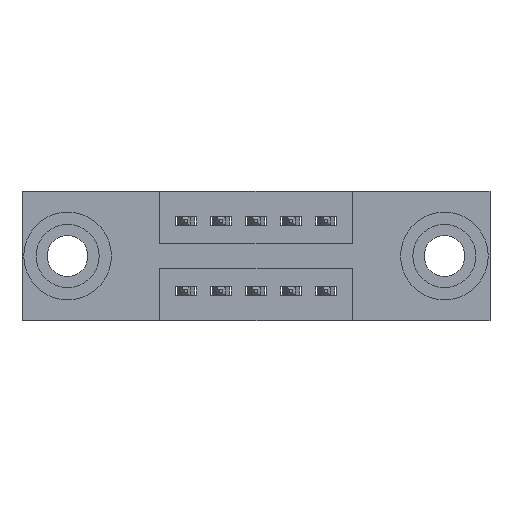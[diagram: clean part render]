
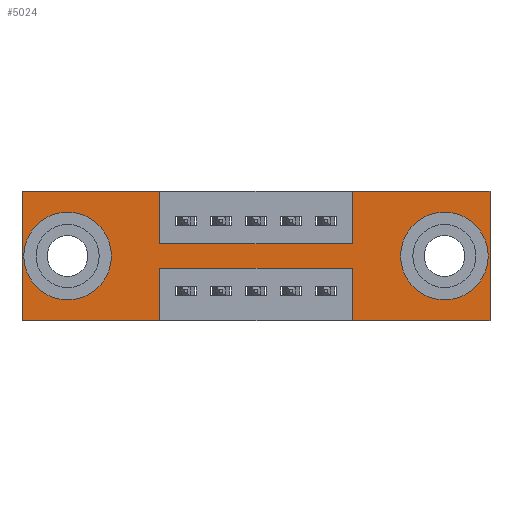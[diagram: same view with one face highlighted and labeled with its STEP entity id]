
A CAD part, front view. The second image highlights one B-rep face of the part: STEP entity #5024.
In plain terms, the highlighted planar face has unit normal (0, -1, 0).
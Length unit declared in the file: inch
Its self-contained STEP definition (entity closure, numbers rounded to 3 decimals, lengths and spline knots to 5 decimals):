
#2 = CARTESIAN_POINT ( 'NONE',  ( 0.3925, 0., -0.37 ) ) ;
#5 = DIRECTION ( 'NONE',  ( 0., 0., -1. ) ) ;
#82 = AXIS2_PLACEMENT_3D ( 'NONE', #4895, #219, #5614 ) ;
#125 = CARTESIAN_POINT ( 'NONE',  ( 0.13, 0., -0.185 ) ) ;
#129 = VECTOR ( 'NONE', #4569, 39.37008 ) ;
#137 = DIRECTION ( 'NONE',  ( 0., -1., 0. ) ) ;
#149 = ORIENTED_EDGE ( 'NONE', *, *, #6575, .T. ) ;
#219 = DIRECTION ( 'NONE',  ( 0., 1., 0. ) ) ;
#225 = VECTOR ( 'NONE', #7495, 39.37008 ) ;
#293 = EDGE_CURVE ( 'NONE', #4122, #565, #9167, .T. ) ;
#403 = ORIENTED_EDGE ( 'NONE', *, *, #8829, .T. ) ;
#477 = CARTESIAN_POINT ( 'NONE',  ( 0.9425, 0., -0.15 ) ) ;
#506 = CIRCLE ( 'NONE', #5339, 0.078 ) ;
#565 = VERTEX_POINT ( 'NONE', #4782 ) ;
#575 = EDGE_CURVE ( 'NONE', #2767, #4122, #1760, .T. ) ;
#606 = CARTESIAN_POINT ( 'NONE',  ( 0.3925, 0., -0.22 ) ) ;
#651 = ORIENTED_EDGE ( 'NONE', *, *, #8307, .F. ) ;
#802 = DIRECTION ( 'NONE',  ( 0., 1., 0. ) ) ;
#937 = DIRECTION ( 'NONE',  ( 0., 0., 1. ) ) ;
#1275 = CARTESIAN_POINT ( 'NONE',  ( 1.205, 0., -0.107 ) ) ;
#1283 = EDGE_CURVE ( 'NONE', #1682, #7421, #9042, .T. ) ;
#1519 = CARTESIAN_POINT ( 'NONE',  ( 0., 0., 0. ) ) ;
#1604 = LINE ( 'NONE', #2803, #7568 ) ;
#1618 = DIRECTION ( 'NONE',  ( 1., 0., 0. ) ) ;
#1682 = VERTEX_POINT ( 'NONE', #5722 ) ;
#1760 = LINE ( 'NONE', #5342, #9484 ) ;
#1819 = DIRECTION ( 'NONE',  ( -1., 0., 0. ) ) ;
#2151 = VERTEX_POINT ( 'NONE', #606 ) ;
#2176 = ORIENTED_EDGE ( 'NONE', *, *, #575, .F. ) ;
#2297 = ORIENTED_EDGE ( 'NONE', *, *, #5733, .T. ) ;
#2329 = VERTEX_POINT ( 'NONE', #1275 ) ;
#2348 = LINE ( 'NONE', #8576, #3669 ) ;
#2378 = LINE ( 'NONE', #9488, #225 ) ;
#2385 = VERTEX_POINT ( 'NONE', #9149 ) ;
#2524 = ORIENTED_EDGE ( 'NONE', *, *, #6367, .F. ) ;
#2539 = DIRECTION ( 'NONE',  ( 0., 0., -1. ) ) ;
#2652 = ORIENTED_EDGE ( 'NONE', *, *, #7703, .F. ) ;
#2767 = VERTEX_POINT ( 'NONE', #6157 ) ;
#2774 = ORIENTED_EDGE ( 'NONE', *, *, #8476, .F. ) ;
#2803 = CARTESIAN_POINT ( 'NONE',  ( 0., 0., -0.37 ) ) ;
#2816 = CIRCLE ( 'NONE', #9459, 0.078 ) ;
#2854 = VECTOR ( 'NONE', #9344, 39.37008 ) ;
#2865 = CARTESIAN_POINT ( 'NONE',  ( 0.3925, 0., -0.37 ) ) ;
#2912 = CARTESIAN_POINT ( 'NONE',  ( 0.3925, 0., 0. ) ) ;
#3261 = VERTEX_POINT ( 'NONE', #5430 ) ;
#3273 = ORIENTED_EDGE ( 'NONE', *, *, #7959, .F. ) ;
#3322 = LINE ( 'NONE', #7110, #7268 ) ;
#3669 = VECTOR ( 'NONE', #5788, 39.37008 ) ;
#3708 = VECTOR ( 'NONE', #6950, 39.37008 ) ;
#3825 = CARTESIAN_POINT ( 'NONE',  ( 0., 0., 0. ) ) ;
#3934 = AXIS2_PLACEMENT_3D ( 'NONE', #8925, #4692, #5 ) ;
#3986 = VECTOR ( 'NONE', #6469, 39.37008 ) ;
#4122 = VERTEX_POINT ( 'NONE', #477 ) ;
#4182 = VERTEX_POINT ( 'NONE', #2912 ) ;
#4232 = VERTEX_POINT ( 'NONE', #9322 ) ;
#4244 = CARTESIAN_POINT ( 'NONE',  ( 1.335, 0., 0. ) ) ;
#4251 = EDGE_LOOP ( 'NONE', ( #2524, #651, #2774, #7012, #3273, #7228, #5468, #2176, #8049, #4441, #2652, #8464 ) ) ;
#4279 = VECTOR ( 'NONE', #8197, 39.37008 ) ;
#4322 = FACE_BOUND ( 'NONE', #5609, .T. ) ;
#4398 = EDGE_CURVE ( 'NONE', #4182, #2767, #9196, .T. ) ;
#4441 = ORIENTED_EDGE ( 'NONE', *, *, #5456, .F. ) ;
#4539 = FACE_OUTER_BOUND ( 'NONE', #4251, .T. ) ;
#4569 = DIRECTION ( 'NONE',  ( 1., 0., 0. ) ) ;
#4692 = DIRECTION ( 'NONE',  ( 0., 1., 0. ) ) ;
#4782 = CARTESIAN_POINT ( 'NONE',  ( 0.9425, 0., 0. ) ) ;
#4810 = PLANE ( 'NONE',  #9441 ) ;
#4895 = CARTESIAN_POINT ( 'NONE',  ( 1.205, 0., -0.185 ) ) ;
#4955 = EDGE_LOOP ( 'NONE', ( #2297, #403 ) ) ;
#4960 = CIRCLE ( 'NONE', #3934, 0.078 ) ;
#5003 = VERTEX_POINT ( 'NONE', #8263 ) ;
#5024 = ADVANCED_FACE ( 'NONE', ( #4322, #6322, #4539 ), #4810, .T. ) ;
#5339 = AXIS2_PLACEMENT_3D ( 'NONE', #125, #5528, #937 ) ;
#5342 = CARTESIAN_POINT ( 'NONE',  ( 0.3925, 0., -0.15 ) ) ;
#5390 = CARTESIAN_POINT ( 'NONE',  ( 0.9425, 0., 0. ) ) ;
#5415 = CARTESIAN_POINT ( 'NONE',  ( 0.13, 0., -0.185 ) ) ;
#5430 = CARTESIAN_POINT ( 'NONE',  ( 0.9425, 0., -0.22 ) ) ;
#5446 = CARTESIAN_POINT ( 'NONE',  ( 0., 0., -0.37 ) ) ;
#5456 = EDGE_CURVE ( 'NONE', #7320, #4182, #6312, .T. ) ;
#5468 = ORIENTED_EDGE ( 'NONE', *, *, #293, .F. ) ;
#5500 = DIRECTION ( 'NONE',  ( 0., 0., 1. ) ) ;
#5528 = DIRECTION ( 'NONE',  ( 0., 1., 0. ) ) ;
#5544 = DIRECTION ( 'NONE',  ( 0., 0., -1. ) ) ;
#5609 = EDGE_LOOP ( 'NONE', ( #7949, #149 ) ) ;
#5614 = DIRECTION ( 'NONE',  ( 0., 0., -1. ) ) ;
#5671 = LINE ( 'NONE', #2, #3708 ) ;
#5722 = CARTESIAN_POINT ( 'NONE',  ( 1.335, 0., -0.37 ) ) ;
#5733 = EDGE_CURVE ( 'NONE', #2385, #4232, #506, .T. ) ;
#5788 = DIRECTION ( 'NONE',  ( 0., 0., 1. ) ) ;
#5814 = CARTESIAN_POINT ( 'NONE',  ( 0.9425, 0., -0.37 ) ) ;
#5893 = LINE ( 'NONE', #7729, #9346 ) ;
#6157 = CARTESIAN_POINT ( 'NONE',  ( 0.3925, 0., -0.15 ) ) ;
#6215 = DIRECTION ( 'NONE',  ( 0., 0., 1. ) ) ;
#6312 = LINE ( 'NONE', #3825, #129 ) ;
#6322 = FACE_BOUND ( 'NONE', #4955, .T. ) ;
#6367 = EDGE_CURVE ( 'NONE', #2151, #9231, #5671, .T. ) ;
#6469 = DIRECTION ( 'NONE',  ( 0., 0., -1. ) ) ;
#6575 = EDGE_CURVE ( 'NONE', #5003, #2329, #8336, .T. ) ;
#6704 = VERTEX_POINT ( 'NONE', #4244 ) ;
#6886 = EDGE_CURVE ( 'NONE', #565, #6704, #2378, .T. ) ;
#6950 = DIRECTION ( 'NONE',  ( 0., 0., -1. ) ) ;
#7012 = ORIENTED_EDGE ( 'NONE', *, *, #1283, .F. ) ;
#7110 = CARTESIAN_POINT ( 'NONE',  ( 0.3925, 0., -0.22 ) ) ;
#7228 = ORIENTED_EDGE ( 'NONE', *, *, #6886, .F. ) ;
#7268 = VECTOR ( 'NONE', #1819, 39.37008 ) ;
#7281 = DIRECTION ( 'NONE',  ( -1., 0., 0. ) ) ;
#7320 = VERTEX_POINT ( 'NONE', #7873 ) ;
#7401 = VECTOR ( 'NONE', #5500, 39.37008 ) ;
#7421 = VERTEX_POINT ( 'NONE', #5814 ) ;
#7495 = DIRECTION ( 'NONE',  ( 1., 0., 0. ) ) ;
#7568 = VECTOR ( 'NONE', #7281, 39.37008 ) ;
#7693 = LINE ( 'NONE', #1519, #4279 ) ;
#7703 = EDGE_CURVE ( 'NONE', #8870, #7320, #7693, .T. ) ;
#7729 = CARTESIAN_POINT ( 'NONE',  ( 1.335, 0., 0. ) ) ;
#7873 = CARTESIAN_POINT ( 'NONE',  ( 0., 0., 0. ) ) ;
#7949 = ORIENTED_EDGE ( 'NONE', *, *, #8114, .T. ) ;
#7959 = EDGE_CURVE ( 'NONE', #6704, #1682, #5893, .T. ) ;
#7966 = CARTESIAN_POINT ( 'NONE',  ( 0.3925, 0., 0. ) ) ;
#8049 = ORIENTED_EDGE ( 'NONE', *, *, #4398, .F. ) ;
#8114 = EDGE_CURVE ( 'NONE', #2329, #5003, #4960, .T. ) ;
#8197 = DIRECTION ( 'NONE',  ( 0., 0., 1. ) ) ;
#8263 = CARTESIAN_POINT ( 'NONE',  ( 1.205, 0., -0.263 ) ) ;
#8298 = CARTESIAN_POINT ( 'NONE',  ( 0., 0., -0.37 ) ) ;
#8307 = EDGE_CURVE ( 'NONE', #3261, #2151, #3322, .T. ) ;
#8336 = CIRCLE ( 'NONE', #82, 0.078 ) ;
#8464 = ORIENTED_EDGE ( 'NONE', *, *, #8503, .F. ) ;
#8476 = EDGE_CURVE ( 'NONE', #7421, #3261, #2348, .T. ) ;
#8503 = EDGE_CURVE ( 'NONE', #9231, #8870, #1604, .T. ) ;
#8576 = CARTESIAN_POINT ( 'NONE',  ( 0.9425, 0., -0.37 ) ) ;
#8829 = EDGE_CURVE ( 'NONE', #4232, #2385, #2816, .T. ) ;
#8870 = VERTEX_POINT ( 'NONE', #5446 ) ;
#8925 = CARTESIAN_POINT ( 'NONE',  ( 1.205, 0., -0.185 ) ) ;
#9042 = LINE ( 'NONE', #9342, #2854 ) ;
#9149 = CARTESIAN_POINT ( 'NONE',  ( 0.13, 0., -0.107 ) ) ;
#9167 = LINE ( 'NONE', #5390, #7401 ) ;
#9196 = LINE ( 'NONE', #7966, #3986 ) ;
#9231 = VERTEX_POINT ( 'NONE', #2865 ) ;
#9322 = CARTESIAN_POINT ( 'NONE',  ( 0.13, 0., -0.263 ) ) ;
#9342 = CARTESIAN_POINT ( 'NONE',  ( 0., 0., -0.37 ) ) ;
#9344 = DIRECTION ( 'NONE',  ( -1., 0., 0. ) ) ;
#9346 = VECTOR ( 'NONE', #2539, 39.37008 ) ;
#9441 = AXIS2_PLACEMENT_3D ( 'NONE', #8298, #137, #5544 ) ;
#9459 = AXIS2_PLACEMENT_3D ( 'NONE', #5415, #802, #6215 ) ;
#9484 = VECTOR ( 'NONE', #1618, 39.37008 ) ;
#9488 = CARTESIAN_POINT ( 'NONE',  ( 0., 0., 0. ) ) ;
